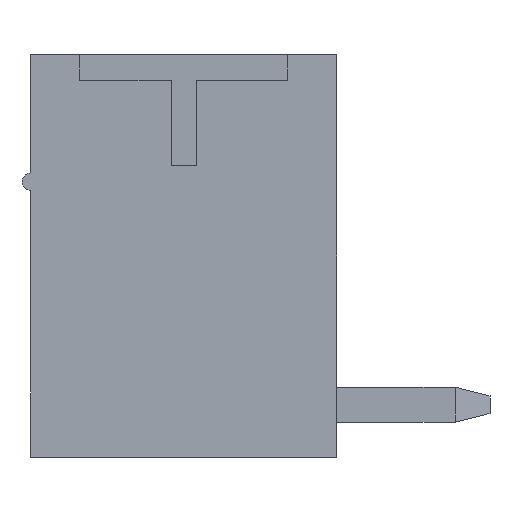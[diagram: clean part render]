
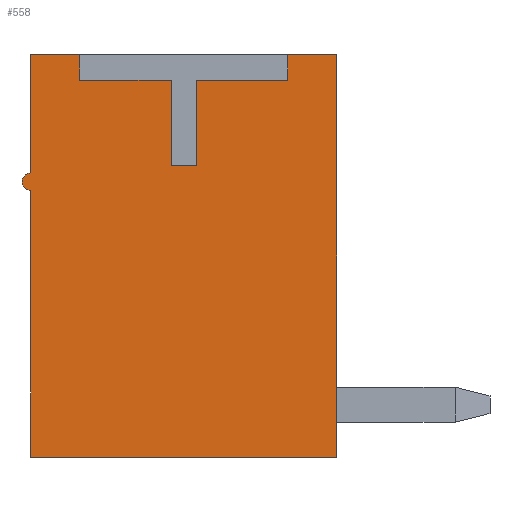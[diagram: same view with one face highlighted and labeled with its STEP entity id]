
A CAD part, left-side view. The second image highlights one B-rep face of the part: STEP entity #558.
In plain terms, the highlighted planar face has unit normal (-1, 0, 0).
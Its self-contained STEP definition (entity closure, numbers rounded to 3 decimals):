
#558=ADVANCED_FACE('',(#1333),#1334,.F.);
#1333=FACE_OUTER_BOUND('',#2347,.T.);
#1334=PLANE('',#2348);
#2347=EDGE_LOOP('',(#3883,#3884,#3885,#3886,#3887,#3888,#3889,#3890,#3891,#3892,#3893,#3894,#3895,#3896));
#2348=AXIS2_PLACEMENT_3D('',#3897,#3898,#3899);
#3883=ORIENTED_EDGE('',*,*,#6414,.F.);
#3884=ORIENTED_EDGE('',*,*,#6415,.T.);
#3885=ORIENTED_EDGE('',*,*,#6416,.T.);
#3886=ORIENTED_EDGE('',*,*,#6417,.T.);
#3887=ORIENTED_EDGE('',*,*,#6418,.T.);
#3888=ORIENTED_EDGE('',*,*,#6419,.T.);
#3889=ORIENTED_EDGE('',*,*,#6420,.T.);
#3890=ORIENTED_EDGE('',*,*,#6421,.T.);
#3891=ORIENTED_EDGE('',*,*,#6422,.F.);
#3892=ORIENTED_EDGE('',*,*,#6423,.T.);
#3893=ORIENTED_EDGE('',*,*,#6424,.T.);
#3894=ORIENTED_EDGE('',*,*,#6425,.T.);
#3895=ORIENTED_EDGE('',*,*,#6426,.F.);
#3896=ORIENTED_EDGE('',*,*,#6427,.F.);
#3897=CARTESIAN_POINT('',(-9.3,0.0,0.0));
#3898=DIRECTION('',(1.0,0.0,0.0));
#3899=DIRECTION('',(0.0,1.0,0.0));
#6414=EDGE_CURVE('',#7773,#7774,#7775,.T.);
#6415=EDGE_CURVE('',#7773,#7776,#7777,.T.);
#6416=EDGE_CURVE('',#7776,#7778,#7779,.T.);
#6417=EDGE_CURVE('',#7778,#7780,#7781,.T.);
#6418=EDGE_CURVE('',#7780,#7782,#7783,.T.);
#6419=EDGE_CURVE('',#7782,#7784,#7785,.T.);
#6420=EDGE_CURVE('',#7784,#7786,#7787,.T.);
#6421=EDGE_CURVE('',#7786,#7788,#7789,.T.);
#6422=EDGE_CURVE('',#7790,#7788,#7791,.T.);
#6423=EDGE_CURVE('',#7790,#7792,#7793,.T.);
#6424=EDGE_CURVE('',#7792,#7794,#7795,.F.);
#6425=EDGE_CURVE('',#7794,#7796,#7797,.T.);
#6426=EDGE_CURVE('',#7798,#7796,#7799,.T.);
#6427=EDGE_CURVE('',#7774,#7798,#7800,.T.);
#7773=VERTEX_POINT('',#9732);
#7774=VERTEX_POINT('',#9733);
#7775=LINE('',#9734,#9735);
#7776=VERTEX_POINT('',#9736);
#7777=LINE('',#9737,#9738);
#7778=VERTEX_POINT('',#9739);
#7779=LINE('',#9740,#9741);
#7780=VERTEX_POINT('',#9742);
#7781=LINE('',#9743,#9744);
#7782=VERTEX_POINT('',#9745);
#7783=LINE('',#9746,#9747);
#7784=VERTEX_POINT('',#9748);
#7785=LINE('',#9749,#9750);
#7786=VERTEX_POINT('',#9751);
#7787=LINE('',#9752,#9753);
#7788=VERTEX_POINT('',#9754);
#7789=LINE('',#9755,#9756);
#7790=VERTEX_POINT('',#9757);
#7791=LINE('',#9758,#9759);
#7792=VERTEX_POINT('',#9760);
#7793=LINE('',#9761,#9762);
#7794=VERTEX_POINT('',#9763);
#7795=CIRCLE('',#9764,0.2);
#7796=VERTEX_POINT('',#9765);
#7797=LINE('',#9766,#9767);
#7798=VERTEX_POINT('',#9768);
#7799=LINE('',#9769,#9770);
#7800=LINE('',#9771,#9772);
#9732=CARTESIAN_POINT('',(-9.3,-2.48,4.6));
#9733=CARTESIAN_POINT('',(-9.3,-3.6,4.6));
#9734=CARTESIAN_POINT('',(-9.3,3.6,4.6));
#9735=VECTOR('',#11857,1000.0);
#9736=CARTESIAN_POINT('',(-9.3,-2.48,4.02));
#9737=CARTESIAN_POINT('',(-9.3,-2.48,4.6));
#9738=VECTOR('',#11858,1000.0);
#9739=CARTESIAN_POINT('',(-9.3,-0.39,4.02));
#9740=CARTESIAN_POINT('',(-9.3,-2.48,4.02));
#9741=VECTOR('',#11859,1000.0);
#9742=CARTESIAN_POINT('',(-9.3,-0.39,2.06));
#9743=CARTESIAN_POINT('',(-9.3,-0.39,4.02));
#9744=VECTOR('',#11860,1000.0);
#9745=CARTESIAN_POINT('',(-9.3,0.19,2.06));
#9746=CARTESIAN_POINT('',(-9.3,-0.39,2.06));
#9747=VECTOR('',#11861,1000.0);
#9748=CARTESIAN_POINT('',(-9.3,0.19,4.02));
#9749=CARTESIAN_POINT('',(-9.3,0.19,2.06));
#9750=VECTOR('',#11862,1000.0);
#9751=CARTESIAN_POINT('',(-9.3,2.28,4.02));
#9752=CARTESIAN_POINT('',(-9.3,0.19,4.02));
#9753=VECTOR('',#11863,1000.0);
#9754=CARTESIAN_POINT('',(-9.3,2.28,4.6));
#9755=CARTESIAN_POINT('',(-9.3,2.28,4.02));
#9756=VECTOR('',#11864,1000.0);
#9757=CARTESIAN_POINT('',(-9.3,3.4,4.6));
#9758=CARTESIAN_POINT('',(-9.3,3.6,4.6));
#9759=VECTOR('',#11865,1000.0);
#9760=CARTESIAN_POINT('',(-9.3,3.4,1.9));
#9761=CARTESIAN_POINT('',(-9.3,3.4,0.));
#9762=VECTOR('',#11866,1000.0);
#9763=CARTESIAN_POINT('',(-9.3,3.4,1.5));
#9764=AXIS2_PLACEMENT_3D('',#11867,#11868,#11869);
#9765=CARTESIAN_POINT('',(-9.3,3.4,-4.6));
#9766=CARTESIAN_POINT('',(-9.3,3.4,0.));
#9767=VECTOR('',#11870,1000.0);
#9768=CARTESIAN_POINT('',(-9.3,-3.6,-4.6));
#9769=CARTESIAN_POINT('',(-9.3,-3.6,-4.6));
#9770=VECTOR('',#11871,1000.0);
#9771=CARTESIAN_POINT('',(-9.3,-3.6,4.6));
#9772=VECTOR('',#11872,1000.0);
#11857=DIRECTION('',(0.0,-1.0,0.0));
#11858=DIRECTION('',(0.0,0.,-1.0));
#11859=DIRECTION('',(0.0,1.0,0.0));
#11860=DIRECTION('',(0.0,0.0,-1.0));
#11861=DIRECTION('',(0.0,1.0,0.0));
#11862=DIRECTION('',(0.0,0.0,1.0));
#11863=DIRECTION('',(0.0,1.0,0.0));
#11864=DIRECTION('',(0.0,0.,1.0));
#11865=DIRECTION('',(0.0,-1.0,0.0));
#11866=DIRECTION('',(0.0,0.,-1.0));
#11867=CARTESIAN_POINT('',(-9.3,3.4,1.7));
#11868=DIRECTION('',(1.0,0.0,0.0));
#11869=DIRECTION('',(0.0,0.0,-1.0));
#11870=DIRECTION('',(0.0,0.,-1.0));
#11871=DIRECTION('',(0.0,1.0,0.0));
#11872=DIRECTION('',(0.0,0.0,-1.0));
